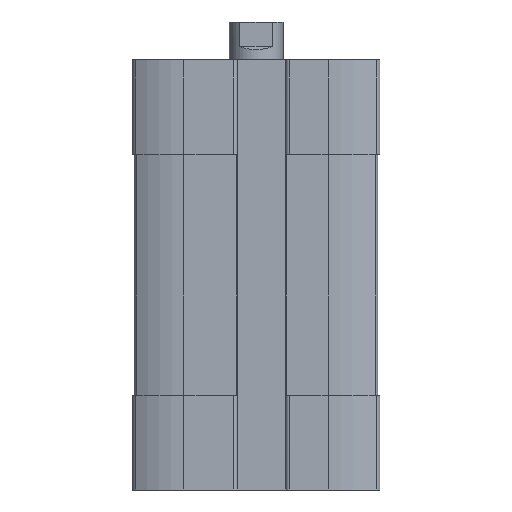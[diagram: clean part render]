
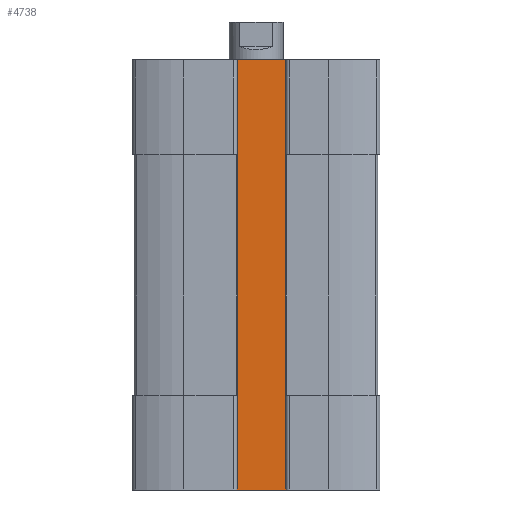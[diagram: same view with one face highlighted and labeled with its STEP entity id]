
A CAD part, front view. The second image highlights one B-rep face of the part: STEP entity #4738.
In plain terms, the highlighted planar face has unit normal (0, -1, 0).
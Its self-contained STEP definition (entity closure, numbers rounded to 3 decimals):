
#45=PLANE('',#5114);
#288=LINE('',#7402,#668);
#289=LINE('',#7404,#669);
#290=LINE('',#7406,#670);
#291=LINE('',#7408,#671);
#668=VECTOR('',#5776,1000.);
#669=VECTOR('',#5779,1000.);
#670=VECTOR('',#5780,1000.);
#671=VECTOR('',#5781,1000.);
#1364=ORIENTED_EDGE('',*,*,#2697,.F.);
#1365=ORIENTED_EDGE('',*,*,#2696,.F.);
#1366=ORIENTED_EDGE('',*,*,#2698,.T.);
#1367=ORIENTED_EDGE('',*,*,#2699,.T.);
#2696=EDGE_CURVE('',#3348,#3347,#288,.T.);
#2697=EDGE_CURVE('',#3347,#3349,#289,.T.);
#2698=EDGE_CURVE('',#3348,#3350,#290,.T.);
#2699=EDGE_CURVE('',#3350,#3349,#291,.T.);
#3347=VERTEX_POINT('',#7399);
#3348=VERTEX_POINT('',#7401);
#3349=VERTEX_POINT('',#7405);
#3350=VERTEX_POINT('',#7407);
#3933=EDGE_LOOP('',(#1364,#1365,#1366,#1367));
#4327=FACE_BOUND('',#3933,.T.);
#4738=ADVANCED_FACE('',(#4327),#45,.T.);
#5114=AXIS2_PLACEMENT_3D('',#7403,#5777,#5778);
#5776=DIRECTION('',(0.,0.,1.));
#5777=DIRECTION('',(0.,-1.,0.));
#5778=DIRECTION('',(0.,0.,-1.));
#5779=DIRECTION('',(1.,0.,0.));
#5780=DIRECTION('',(1.,0.,0.));
#5781=DIRECTION('',(0.,0.,1.));
#7399=CARTESIAN_POINT('',(-2.4,-8.3,0.));
#7401=CARTESIAN_POINT('',(-2.4,-8.3,-47.7));
#7402=CARTESIAN_POINT('',(-2.4,-8.3,-47.7));
#7403=CARTESIAN_POINT('',(-2.4,-8.3,-47.7));
#7404=CARTESIAN_POINT('',(-2.4,-8.3,0.));
#7405=CARTESIAN_POINT('',(3.6,-8.3,0.));
#7406=CARTESIAN_POINT('',(-2.4,-8.3,-47.7));
#7407=CARTESIAN_POINT('',(3.6,-8.3,-47.7));
#7408=CARTESIAN_POINT('',(3.6,-8.3,-47.7));
